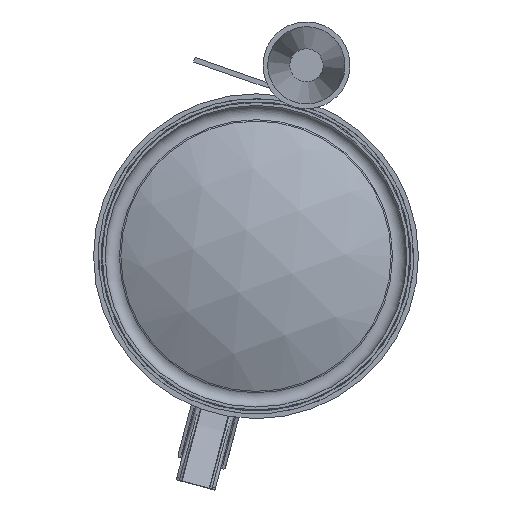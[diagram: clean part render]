
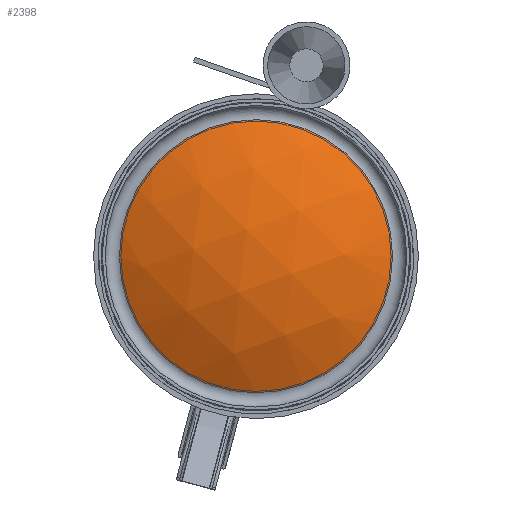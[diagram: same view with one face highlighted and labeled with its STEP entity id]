
A CAD part, front view. The second image highlights one B-rep face of the part: STEP entity #2398.
In plain terms, the highlighted spherical face has radius 118.2 mm.
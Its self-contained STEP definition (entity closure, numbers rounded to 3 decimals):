
#2398=ADVANCED_FACE('',(#3415),#3416,.T.);
#3415=FACE_OUTER_BOUND('',#5471,.T.);
#3416=SPHERICAL_SURFACE('',#5472,118.2);
#5471=EDGE_LOOP('',(#9738,#9739));
#5472=AXIS2_PLACEMENT_3D('',#9740,#9741,#9742);
#9738=ORIENTED_EDGE('',*,*,#13401,.F.);
#9739=ORIENTED_EDGE('',*,*,#13402,.F.);
#9740=CARTESIAN_POINT('',(0.0,128.5,0.0));
#9741=DIRECTION('',(0.,0.0,1.0));
#9742=DIRECTION('',(1.0,0.0,0.));
#13401=EDGE_CURVE('',#15747,#15748,#15749,.T.);
#13402=EDGE_CURVE('',#15748,#15747,#15750,.T.);
#15747=VERTEX_POINT('',#22007);
#15748=VERTEX_POINT('',#22008);
#15749=CIRCLE('',#22009,56.488);
#15750=CIRCLE('',#22010,56.488);
#22007=CARTESIAN_POINT('',(-56.488,24.672,0.0));
#22008=CARTESIAN_POINT('',(0.,24.672,-56.488));
#22009=AXIS2_PLACEMENT_3D('',#26321,#26322,#26323);
#22010=AXIS2_PLACEMENT_3D('',#26324,#26325,#26326);
#26321=CARTESIAN_POINT('',(0.,24.672,0.0));
#26322=DIRECTION('',(0.,1.0,0.0));
#26323=DIRECTION('',(1.0,0.,0.0));
#26324=CARTESIAN_POINT('',(0.,24.672,0.0));
#26325=DIRECTION('',(0.,1.0,0.0));
#26326=DIRECTION('',(1.0,0.,0.0));
